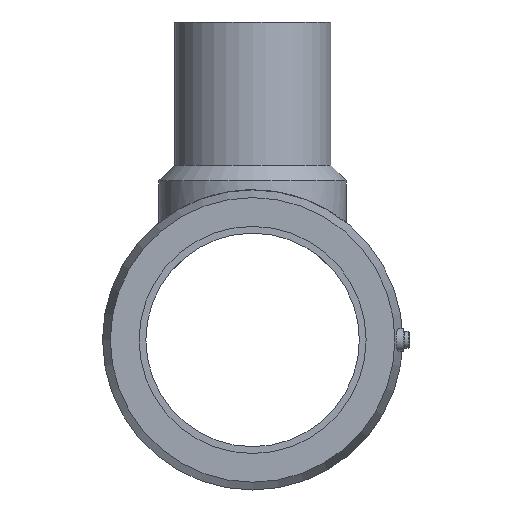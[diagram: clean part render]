
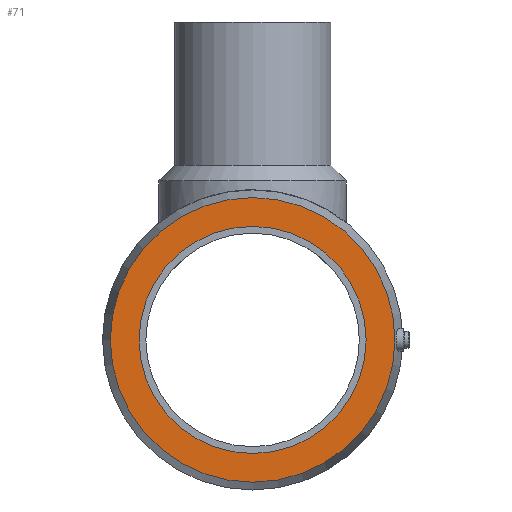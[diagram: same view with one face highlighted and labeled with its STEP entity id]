
A CAD part, left-side view. The second image highlights one B-rep face of the part: STEP entity #71.
In plain terms, the highlighted planar face has unit normal (-1, 0, 0).
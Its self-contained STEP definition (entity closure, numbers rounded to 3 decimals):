
#71 = ADVANCED_FACE( '', ( #174, #175 ), #176, .F. );
#174 = FACE_OUTER_BOUND( '', #339, .T. );
#175 = FACE_BOUND( '', #340, .T. );
#176 = PLANE( '', #341 );
#339 = EDGE_LOOP( '', ( #506 ) );
#340 = EDGE_LOOP( '', ( #507 ) );
#341 = AXIS2_PLACEMENT_3D( '', #508, #509, #510 );
#506 = ORIENTED_EDGE( '', *, *, #730, .F. );
#507 = ORIENTED_EDGE( '', *, *, #719, .T. );
#508 = CARTESIAN_POINT( '', ( 0., 0., 0. ) );
#509 = DIRECTION( '', ( 1., 0., 0. ) );
#510 = DIRECTION( '', ( 0., 0., -1. ) );
#719 = EDGE_CURVE( '', #799, #799, #800, .T. );
#730 = EDGE_CURVE( '', #817, #817, #818, .T. );
#799 = VERTEX_POINT( '', #918 );
#800 = CIRCLE( '', #919, 80. );
#817 = VERTEX_POINT( '', #1001 );
#818 = CIRCLE( '', #1002, 100.25 );
#918 = CARTESIAN_POINT( '', ( 0., 0., -80. ) );
#919 = AXIS2_PLACEMENT_3D( '', #1627, #1628, #1629 );
#1001 = CARTESIAN_POINT( '', ( 0., 0., -100.25 ) );
#1002 = AXIS2_PLACEMENT_3D( '', #1645, #1646, #1647 );
#1627 = CARTESIAN_POINT( '', ( 0., 0., 0. ) );
#1628 = DIRECTION( '', ( 1., 0., 0. ) );
#1629 = DIRECTION( '', ( 0., 0., -1. ) );
#1645 = CARTESIAN_POINT( '', ( 0., 0., 0. ) );
#1646 = DIRECTION( '', ( 1., 0., 0. ) );
#1647 = DIRECTION( '', ( 0., 0., -1. ) );
